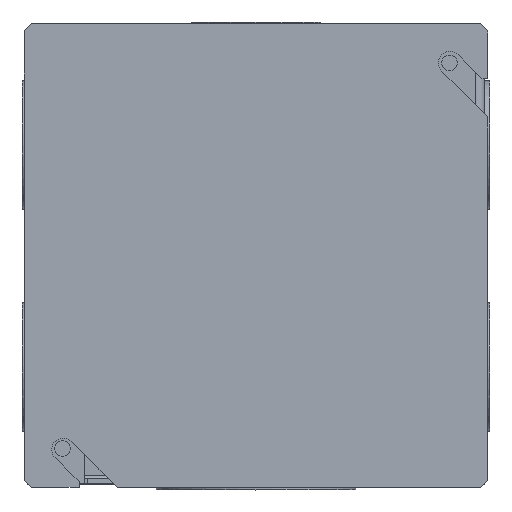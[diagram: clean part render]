
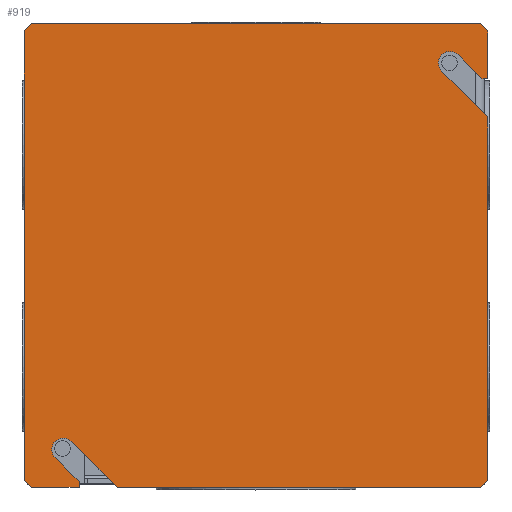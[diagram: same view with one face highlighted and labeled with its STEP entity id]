
A CAD part, top view. The second image highlights one B-rep face of the part: STEP entity #919.
In plain terms, the highlighted planar face has unit normal (0, 0, 1).
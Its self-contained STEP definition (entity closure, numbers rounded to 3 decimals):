
#919 = ADVANCED_FACE( '', ( #2021 ), #2022, .T. );
#2021 = FACE_OUTER_BOUND( '', #3251, .T. );
#2022 = PLANE( '', #3252 );
#3251 = EDGE_LOOP( '', ( #5732, #5733, #5734, #5735, #5736, #5737, #5738, #5739, #5740, #5741, #5742, #5743, #5744, #5745, #5746, #5747, #5748, #5749 ) );
#3252 = AXIS2_PLACEMENT_3D( '', #5750, #5751, #5752 );
#5732 = ORIENTED_EDGE( '', *, *, #7222, .T. );
#5733 = ORIENTED_EDGE( '', *, *, #7528, .T. );
#5734 = ORIENTED_EDGE( '', *, *, #7605, .T. );
#5735 = ORIENTED_EDGE( '', *, *, #7525, .T. );
#5736 = ORIENTED_EDGE( '', *, *, #7447, .T. );
#5737 = ORIENTED_EDGE( '', *, *, #7606, .T. );
#5738 = ORIENTED_EDGE( '', *, *, #7344, .T. );
#5739 = ORIENTED_EDGE( '', *, *, #7182, .T. );
#5740 = ORIENTED_EDGE( '', *, *, #7607, .T. );
#5741 = ORIENTED_EDGE( '', *, *, #6715, .T. );
#5742 = ORIENTED_EDGE( '', *, *, #7218, .T. );
#5743 = ORIENTED_EDGE( '', *, *, #7608, .T. );
#5744 = ORIENTED_EDGE( '', *, *, #6809, .T. );
#5745 = ORIENTED_EDGE( '', *, *, #7282, .T. );
#5746 = ORIENTED_EDGE( '', *, *, #7285, .T. );
#5747 = ORIENTED_EDGE( '', *, *, #7341, .T. );
#5748 = ORIENTED_EDGE( '', *, *, #7173, .T. );
#5749 = ORIENTED_EDGE( '', *, *, #7442, .T. );
#5750 = CARTESIAN_POINT( '', ( -51.594, -51.594, 1.219 ) );
#5751 = DIRECTION( '', ( 0., 0., 1. ) );
#5752 = DIRECTION( '', ( 1., 0., 0. ) );
#6715 = EDGE_CURVE( '', #7900, #7898, #7901, .T. );
#6809 = EDGE_CURVE( '', #8065, #8066, #8067, .T. );
#7173 = EDGE_CURVE( '', #8659, #8657, #8660, .T. );
#7182 = EDGE_CURVE( '', #8667, #8669, #8671, .F. );
#7218 = EDGE_CURVE( '', #7898, #8727, #8728, .F. );
#7222 = EDGE_CURVE( '', #8733, #8731, #8734, .T. );
#7282 = EDGE_CURVE( '', #8066, #8827, #8829, .F. );
#7285 = EDGE_CURVE( '', #8827, #8831, #8833, .T. );
#7341 = EDGE_CURVE( '', #8831, #8659, #8912, .T. );
#7344 = EDGE_CURVE( '', #8914, #8667, #8916, .T. );
#7442 = EDGE_CURVE( '', #8657, #8733, #9038, .F. );
#7447 = EDGE_CURVE( '', #9044, #9045, #9046, .T. );
#7525 = EDGE_CURVE( '', #9150, #9044, #9151, .F. );
#7528 = EDGE_CURVE( '', #8731, #9154, #9155, .F. );
#7605 = EDGE_CURVE( '', #9154, #9150, #9248, .T. );
#7606 = EDGE_CURVE( '', #9045, #8914, #9249, .F. );
#7607 = EDGE_CURVE( '', #8669, #7900, #9250, .T. );
#7608 = EDGE_CURVE( '', #8727, #8065, #9251, .T. );
#7898 = VERTEX_POINT( '', #9603 );
#7900 = VERTEX_POINT( '', #9606 );
#7901 = LINE( '', #9607, #9608 );
#8065 = VERTEX_POINT( '', #9827 );
#8066 = VERTEX_POINT( '', #9828 );
#8067 = LINE( '', #9829, #9830 );
#8657 = VERTEX_POINT( '', #10697 );
#8659 = VERTEX_POINT( '', #10700 );
#8660 = LINE( '', #10701, #10702 );
#8667 = VERTEX_POINT( '', #10711 );
#8669 = VERTEX_POINT( '', #10714 );
#8671 = CIRCLE( '', #10717, 2.553 );
#8727 = VERTEX_POINT( '', #10791 );
#8728 = LINE( '', #10792, #10793 );
#8731 = VERTEX_POINT( '', #10797 );
#8733 = VERTEX_POINT( '', #10800 );
#8734 = LINE( '', #10801, #10802 );
#8827 = VERTEX_POINT( '', #10946 );
#8829 = CIRCLE( '', #10949, 2.553 );
#8831 = VERTEX_POINT( '', #10951 );
#8833 = LINE( '', #10954, #10955 );
#8912 = LINE( '', #11063, #11064 );
#8914 = VERTEX_POINT( '', #11066 );
#8916 = LINE( '', #11069, #11070 );
#9038 = LINE( '', #11250, #11251 );
#9044 = VERTEX_POINT( '', #11259 );
#9045 = VERTEX_POINT( '', #11260 );
#9046 = LINE( '', #11261, #11262 );
#9150 = VERTEX_POINT( '', #11417 );
#9151 = LINE( '', #11418, #11419 );
#9154 = VERTEX_POINT( '', #11423 );
#9155 = LINE( '', #11424, #11425 );
#9248 = LINE( '', #11548, #11549 );
#9249 = LINE( '', #11550, #11551 );
#9250 = LINE( '', #11552, #11553 );
#9251 = LINE( '', #11554, #11555 );
#9603 = CARTESIAN_POINT( '', ( 51.594, 50.006, 1.219 ) );
#9606 = CARTESIAN_POINT( '', ( 51.594, -30.858, 1.219 ) );
#9607 = CARTESIAN_POINT( '', ( 51.594, -51.594, 1.219 ) );
#9608 = VECTOR( '', #11881, 1000. );
#9827 = CARTESIAN_POINT( '', ( -30.858, 51.594, 1.219 ) );
#9828 = CARTESIAN_POINT( '', ( -41.088, 41.363, 1.219 ) );
#9829 = CARTESIAN_POINT( '', ( -92.819, -10.368, 1.219 ) );
#9830 = VECTOR( '', #11990, 1000. );
#10697 = CARTESIAN_POINT( '', ( -50.006, 51.594, 1.219 ) );
#10700 = CARTESIAN_POINT( '', ( -39.365, 51.594, 1.219 ) );
#10701 = CARTESIAN_POINT( '', ( 51.594, 51.594, 1.219 ) );
#10702 = VECTOR( '', #12411, 1000. );
#10711 = CARTESIAN_POINT( '', ( 44.973, -44.699, 1.219 ) );
#10714 = CARTESIAN_POINT( '', ( 41.363, -41.088, 1.219 ) );
#10717 = AXIS2_PLACEMENT_3D( '', #12422, #12423, #12424 );
#10791 = CARTESIAN_POINT( '', ( 50.006, 51.594, 1.219 ) );
#10792 = CARTESIAN_POINT( '', ( 50.8, 50.8, 1.219 ) );
#10793 = VECTOR( '', #12462, 1000. );
#10797 = CARTESIAN_POINT( '', ( -51.594, -50.006, 1.219 ) );
#10800 = CARTESIAN_POINT( '', ( -51.594, 50.006, 1.219 ) );
#10801 = CARTESIAN_POINT( '', ( -51.594, 51.594, 1.219 ) );
#10802 = VECTOR( '', #12465, 1000. );
#10946 = CARTESIAN_POINT( '', ( -44.699, 44.973, 1.219 ) );
#10949 = AXIS2_PLACEMENT_3D( '', #12527, #12528, #12529 );
#10951 = CARTESIAN_POINT( '', ( -39.365, 50.307, 1.219 ) );
#10954 = CARTESIAN_POINT( '', ( -96.43, -6.758, 1.219 ) );
#10955 = VECTOR( '', #12531, 1000. );
#11063 = CARTESIAN_POINT( '', ( -39.365, -51.594, 1.219 ) );
#11064 = VECTOR( '', #12588, 1000. );
#11066 = CARTESIAN_POINT( '', ( 50.307, -39.365, 1.219 ) );
#11069 = CARTESIAN_POINT( '', ( -6.758, -96.43, 1.219 ) );
#11070 = VECTOR( '', #12590, 1000. );
#11250 = CARTESIAN_POINT( '', ( -102.394, -0.794, 1.219 ) );
#11251 = VECTOR( '', #12677, 1000. );
#11259 = CARTESIAN_POINT( '', ( 51.594, -50.006, 1.219 ) );
#11260 = CARTESIAN_POINT( '', ( 51.594, -39.365, 1.219 ) );
#11261 = CARTESIAN_POINT( '', ( 51.594, -51.594, 1.219 ) );
#11262 = VECTOR( '', #12680, 1000. );
#11417 = CARTESIAN_POINT( '', ( 50.006, -51.594, 1.219 ) );
#11418 = CARTESIAN_POINT( '', ( -0.794, -102.394, 1.219 ) );
#11419 = VECTOR( '', #12756, 1000. );
#11423 = CARTESIAN_POINT( '', ( -50.006, -51.594, 1.219 ) );
#11424 = CARTESIAN_POINT( '', ( -50.8, -50.8, 1.219 ) );
#11425 = VECTOR( '', #12758, 1000. );
#11548 = CARTESIAN_POINT( '', ( -51.594, -51.594, 1.219 ) );
#11549 = VECTOR( '', #12821, 1000. );
#11550 = CARTESIAN_POINT( '', ( -51.594, -39.365, 1.219 ) );
#11551 = VECTOR( '', #12822, 1000. );
#11552 = CARTESIAN_POINT( '', ( -10.368, -92.819, 1.219 ) );
#11553 = VECTOR( '', #12823, 1000. );
#11554 = CARTESIAN_POINT( '', ( 51.594, 51.594, 1.219 ) );
#11555 = VECTOR( '', #12824, 1000. );
#11881 = DIRECTION( '', ( 0., 1., 0. ) );
#11990 = DIRECTION( '', ( -0.707, -0.707, 0. ) );
#12411 = DIRECTION( '', ( -1., 0., 0. ) );
#12422 = CARTESIAN_POINT( '', ( 43.168, -42.894, 1.219 ) );
#12423 = DIRECTION( '', ( 0., 0., 1. ) );
#12424 = DIRECTION( '', ( 1., 0., 0. ) );
#12462 = DIRECTION( '', ( 0.707, -0.707, 0. ) );
#12465 = DIRECTION( '', ( 0., -1., 0. ) );
#12527 = CARTESIAN_POINT( '', ( -42.894, 43.168, 1.219 ) );
#12528 = DIRECTION( '', ( 0., 0., 1. ) );
#12529 = DIRECTION( '', ( 1., 0., 0. ) );
#12531 = DIRECTION( '', ( 0.707, 0.707, 0. ) );
#12588 = DIRECTION( '', ( 0., 1., 0. ) );
#12590 = DIRECTION( '', ( -0.707, -0.707, 0. ) );
#12677 = DIRECTION( '', ( 0.707, 0.707, 0. ) );
#12680 = DIRECTION( '', ( 0., 1., 0. ) );
#12756 = DIRECTION( '', ( -0.707, -0.707, 0. ) );
#12758 = DIRECTION( '', ( -0.707, 0.707, 0. ) );
#12821 = DIRECTION( '', ( 1., 0., 0. ) );
#12822 = DIRECTION( '', ( 1., 0., 0. ) );
#12823 = DIRECTION( '', ( 0.707, 0.707, 0. ) );
#12824 = DIRECTION( '', ( -1., 0., 0. ) );
